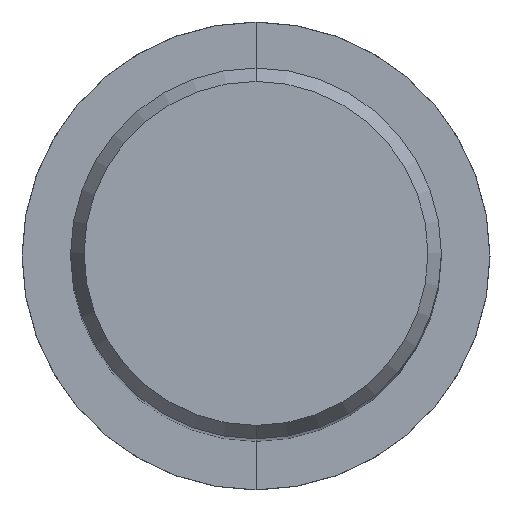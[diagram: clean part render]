
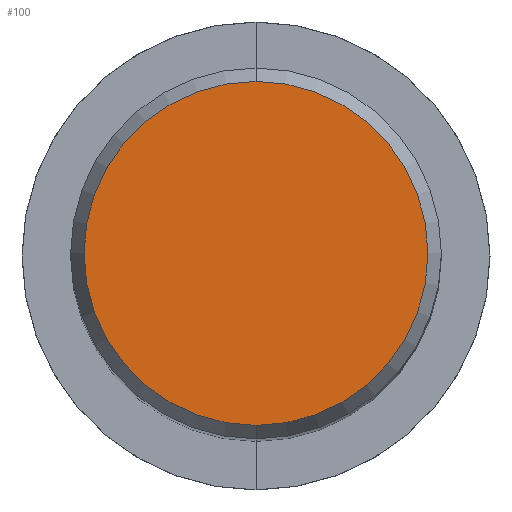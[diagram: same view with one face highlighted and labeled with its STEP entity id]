
A CAD part, top view. The second image highlights one B-rep face of the part: STEP entity #100.
In plain terms, the highlighted planar face has unit normal (0, 0, 1).
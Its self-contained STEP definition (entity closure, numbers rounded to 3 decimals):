
#80=EDGE_CURVE('',#110,#132,#193,.T.);
#100=ADVANCED_FACE('',(#213),#214,.T.);
#110=VERTEX_POINT('',#226);
#132=VERTEX_POINT('',#252);
#166=EDGE_CURVE('',#132,#110,#290,.T.);
#193=CIRCLE('',#312,5.892);
#213=FACE_OUTER_BOUND('',#338,.T.);
#214=PLANE('',#339);
#226=CARTESIAN_POINT('',(0.0,5.892,0.01));
#252=CARTESIAN_POINT('',(0.,-5.892,0.01));
#290=CIRCLE('',#434,5.892);
#312=AXIS2_PLACEMENT_3D('',#444,#445,#446);
#338=EDGE_LOOP('',(#461,#462));
#339=AXIS2_PLACEMENT_3D('',#463,#464,#465);
#434=AXIS2_PLACEMENT_3D('',#563,#564,#565);
#444=CARTESIAN_POINT('',(0.0,0.0,0.01));
#445=DIRECTION('',(0.0,0.0,-1.0));
#446=DIRECTION('',(0.0,1.0,0.0));
#461=ORIENTED_EDGE('',*,*,#80,.F.);
#462=ORIENTED_EDGE('',*,*,#166,.F.);
#463=CARTESIAN_POINT('',(0.0,2.946,0.01));
#464=DIRECTION('',(-0.0,0.0,1.0));
#465=DIRECTION('',(0.0,-1.0,0.0));
#563=CARTESIAN_POINT('',(0.0,0.0,0.01));
#564=DIRECTION('',(0.0,0.0,-1.0));
#565=DIRECTION('',(0.0,1.0,0.0));
